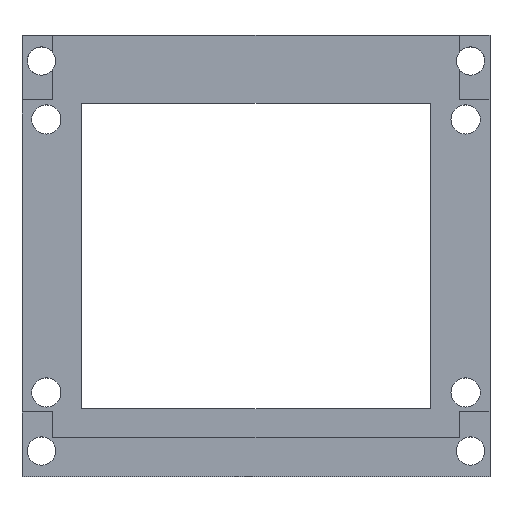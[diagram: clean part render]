
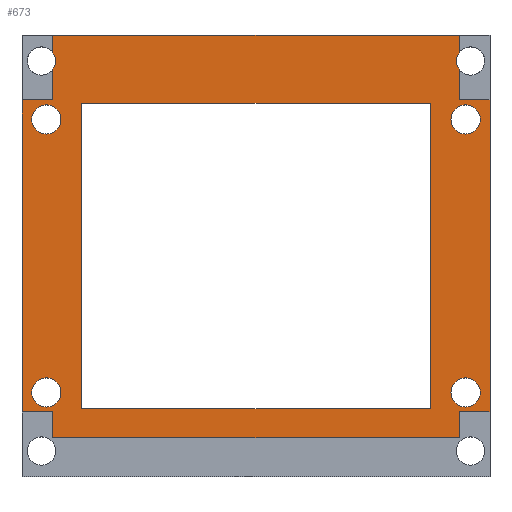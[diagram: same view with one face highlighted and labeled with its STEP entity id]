
A CAD part, top view. The second image highlights one B-rep face of the part: STEP entity #673.
In plain terms, the highlighted planar face has unit normal (0, 0, 1).
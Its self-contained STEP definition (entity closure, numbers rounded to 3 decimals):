
#15=FACE_BOUND('',#94,.T.);
#16=FACE_BOUND('',#95,.T.);
#17=FACE_BOUND('',#96,.T.);
#18=FACE_BOUND('',#97,.T.);
#19=FACE_BOUND('',#98,.T.);
#33=PLANE('',#731);
#61=FACE_OUTER_BOUND('',#93,.T.);
#93=EDGE_LOOP('',(#499,#500,#501,#502,#503,#504,#505,#506,#507,#508,#509,
#510,#511,#512,#513,#514));
#94=EDGE_LOOP('',(#515,#516,#517,#518));
#95=EDGE_LOOP('',(#519));
#96=EDGE_LOOP('',(#520));
#97=EDGE_LOOP('',(#521));
#98=EDGE_LOOP('',(#522));
#145=LINE('',#993,#221);
#146=LINE('',#996,#222);
#149=LINE('',#1002,#225);
#150=LINE('',#1003,#226);
#151=LINE('',#1005,#227);
#152=LINE('',#1007,#228);
#153=LINE('',#1009,#229);
#154=LINE('',#1011,#230);
#155=LINE('',#1013,#231);
#156=LINE('',#1015,#232);
#157=LINE('',#1017,#233);
#158=LINE('',#1019,#234);
#159=LINE('',#1021,#235);
#160=LINE('',#1022,#236);
#161=LINE('',#1025,#237);
#162=LINE('',#1027,#238);
#163=LINE('',#1029,#239);
#164=LINE('',#1030,#240);
#221=VECTOR('',#811,10.);
#222=VECTOR('',#814,10.);
#225=VECTOR('',#819,10.);
#226=VECTOR('',#820,10.);
#227=VECTOR('',#821,10.);
#228=VECTOR('',#822,10.);
#229=VECTOR('',#823,10.);
#230=VECTOR('',#824,10.);
#231=VECTOR('',#825,10.);
#232=VECTOR('',#826,10.);
#233=VECTOR('',#827,10.);
#234=VECTOR('',#828,10.);
#235=VECTOR('',#829,10.);
#236=VECTOR('',#830,10.);
#237=VECTOR('',#831,10.);
#238=VECTOR('',#832,10.);
#239=VECTOR('',#833,10.);
#240=VECTOR('',#834,10.);
#293=CIRCLE('',#722,1.45);
#297=CIRCLE('',#727,1.45);
#299=CIRCLE('',#732,1.5);
#300=CIRCLE('',#733,1.5);
#301=CIRCLE('',#734,1.5);
#302=CIRCLE('',#735,1.5);
#314=VERTEX_POINT('',#967);
#315=VERTEX_POINT('',#969);
#320=VERTEX_POINT('',#981);
#321=VERTEX_POINT('',#983);
#324=VERTEX_POINT('',#991);
#325=VERTEX_POINT('',#995);
#327=VERTEX_POINT('',#1001);
#328=VERTEX_POINT('',#1004);
#329=VERTEX_POINT('',#1006);
#330=VERTEX_POINT('',#1008);
#331=VERTEX_POINT('',#1010);
#332=VERTEX_POINT('',#1012);
#333=VERTEX_POINT('',#1014);
#334=VERTEX_POINT('',#1016);
#335=VERTEX_POINT('',#1018);
#336=VERTEX_POINT('',#1020);
#337=VERTEX_POINT('',#1023);
#338=VERTEX_POINT('',#1024);
#339=VERTEX_POINT('',#1026);
#340=VERTEX_POINT('',#1028);
#341=VERTEX_POINT('',#1031);
#342=VERTEX_POINT('',#1033);
#343=VERTEX_POINT('',#1035);
#344=VERTEX_POINT('',#1037);
#381=EDGE_CURVE('',#315,#314,#293,.T.);
#388=EDGE_CURVE('',#321,#320,#297,.T.);
#393=EDGE_CURVE('',#314,#324,#145,.T.);
#394=EDGE_CURVE('',#325,#315,#146,.T.);
#397=EDGE_CURVE('',#327,#324,#149,.T.);
#398=EDGE_CURVE('',#321,#327,#150,.T.);
#399=EDGE_CURVE('',#328,#320,#151,.T.);
#400=EDGE_CURVE('',#328,#329,#152,.T.);
#401=EDGE_CURVE('',#329,#330,#153,.T.);
#402=EDGE_CURVE('',#330,#331,#154,.T.);
#403=EDGE_CURVE('',#332,#331,#155,.T.);
#404=EDGE_CURVE('',#333,#332,#156,.T.);
#405=EDGE_CURVE('',#334,#333,#157,.T.);
#406=EDGE_CURVE('',#334,#335,#158,.T.);
#407=EDGE_CURVE('',#335,#336,#159,.T.);
#408=EDGE_CURVE('',#336,#325,#160,.T.);
#409=EDGE_CURVE('',#337,#338,#161,.F.);
#410=EDGE_CURVE('',#338,#339,#162,.F.);
#411=EDGE_CURVE('',#339,#340,#163,.F.);
#412=EDGE_CURVE('',#340,#337,#164,.F.);
#413=EDGE_CURVE('',#341,#341,#299,.T.);
#414=EDGE_CURVE('',#342,#342,#300,.T.);
#415=EDGE_CURVE('',#343,#343,#301,.T.);
#416=EDGE_CURVE('',#344,#344,#302,.T.);
#499=ORIENTED_EDGE('',*,*,#381,.T.);
#500=ORIENTED_EDGE('',*,*,#393,.T.);
#501=ORIENTED_EDGE('',*,*,#397,.F.);
#502=ORIENTED_EDGE('',*,*,#398,.F.);
#503=ORIENTED_EDGE('',*,*,#388,.T.);
#504=ORIENTED_EDGE('',*,*,#399,.F.);
#505=ORIENTED_EDGE('',*,*,#400,.T.);
#506=ORIENTED_EDGE('',*,*,#401,.T.);
#507=ORIENTED_EDGE('',*,*,#402,.T.);
#508=ORIENTED_EDGE('',*,*,#403,.F.);
#509=ORIENTED_EDGE('',*,*,#404,.F.);
#510=ORIENTED_EDGE('',*,*,#405,.F.);
#511=ORIENTED_EDGE('',*,*,#406,.T.);
#512=ORIENTED_EDGE('',*,*,#407,.T.);
#513=ORIENTED_EDGE('',*,*,#408,.T.);
#514=ORIENTED_EDGE('',*,*,#394,.T.);
#515=ORIENTED_EDGE('',*,*,#409,.T.);
#516=ORIENTED_EDGE('',*,*,#410,.T.);
#517=ORIENTED_EDGE('',*,*,#411,.T.);
#518=ORIENTED_EDGE('',*,*,#412,.T.);
#519=ORIENTED_EDGE('',*,*,#413,.T.);
#520=ORIENTED_EDGE('',*,*,#414,.T.);
#521=ORIENTED_EDGE('',*,*,#415,.T.);
#522=ORIENTED_EDGE('',*,*,#416,.T.);
#673=ADVANCED_FACE('',(#61,#15,#16,#17,#18,#19),#33,.T.);
#722=AXIS2_PLACEMENT_3D('',#970,#789,#790);
#727=AXIS2_PLACEMENT_3D('',#984,#802,#803);
#731=AXIS2_PLACEMENT_3D('',#1000,#817,#818);
#732=AXIS2_PLACEMENT_3D('',#1032,#835,#836);
#733=AXIS2_PLACEMENT_3D('',#1034,#837,#838);
#734=AXIS2_PLACEMENT_3D('',#1036,#839,#840);
#735=AXIS2_PLACEMENT_3D('',#1038,#841,#842);
#789=DIRECTION('center_axis',(0.,0.,-1.));
#790=DIRECTION('ref_axis',(0.,1.,0.));
#802=DIRECTION('center_axis',(0.,0.,-1.));
#803=DIRECTION('ref_axis',(0.,1.,0.));
#811=DIRECTION('',(0.,1.,0.));
#814=DIRECTION('',(0.,1.,0.));
#817=DIRECTION('center_axis',(0.,0.,1.));
#818=DIRECTION('ref_axis',(1.,0.,0.));
#819=DIRECTION('',(1.,0.,0.));
#820=DIRECTION('',(0.,1.,0.));
#821=DIRECTION('',(0.,1.,0.));
#822=DIRECTION('',(-1.,0.,0.));
#823=DIRECTION('',(0.,-1.,0.));
#824=DIRECTION('',(1.,0.,0.));
#825=DIRECTION('',(0.,1.,0.));
#826=DIRECTION('',(-1.,0.,0.));
#827=DIRECTION('',(0.,-1.,0.));
#828=DIRECTION('',(1.,0.,0.));
#829=DIRECTION('',(0.,1.,0.));
#830=DIRECTION('',(-1.,0.,0.));
#831=DIRECTION('',(-1.,0.,0.));
#832=DIRECTION('',(0.,1.,0.));
#833=DIRECTION('',(1.,0.,0.));
#834=DIRECTION('',(0.,-1.,0.));
#835=DIRECTION('center_axis',(0.,0.,-1.));
#836=DIRECTION('ref_axis',(-1.,0.,0.));
#837=DIRECTION('center_axis',(0.,0.,-1.));
#838=DIRECTION('ref_axis',(-1.,0.,0.));
#839=DIRECTION('center_axis',(0.,0.,-1.));
#840=DIRECTION('ref_axis',(-1.,0.,0.));
#841=DIRECTION('center_axis',(0.,0.,-1.));
#842=DIRECTION('ref_axis',(-1.,0.,0.));
#967=CARTESIAN_POINT('',(20.85,20.883,0.));
#969=CARTESIAN_POINT('',(20.85,19.117,0.));
#970=CARTESIAN_POINT('Origin',(22.,20.,0.));
#981=CARTESIAN_POINT('',(-20.85,19.117,0.));
#983=CARTESIAN_POINT('',(-20.85,20.883,0.));
#984=CARTESIAN_POINT('Origin',(-22.,20.,0.));
#991=CARTESIAN_POINT('',(20.85,22.65,0.));
#993=CARTESIAN_POINT('',(20.85,18.65,0.));
#995=CARTESIAN_POINT('',(20.85,16.,0.));
#996=CARTESIAN_POINT('',(20.85,18.65,0.));
#1000=CARTESIAN_POINT('Origin',(0.,0.,0.));
#1001=CARTESIAN_POINT('',(-20.85,22.65,0.));
#1002=CARTESIAN_POINT('',(-20.85,22.65,0.));
#1003=CARTESIAN_POINT('',(-20.85,-18.65,0.));
#1004=CARTESIAN_POINT('',(-20.85,16.,0.));
#1005=CARTESIAN_POINT('',(-20.85,-18.65,0.));
#1006=CARTESIAN_POINT('',(-24.,16.,0.));
#1007=CARTESIAN_POINT('',(24.,16.,0.));
#1008=CARTESIAN_POINT('',(-24.,-16.,0.));
#1009=CARTESIAN_POINT('',(-24.,16.,0.));
#1010=CARTESIAN_POINT('',(-20.85,-16.,0.));
#1011=CARTESIAN_POINT('',(-24.,-16.,0.));
#1012=CARTESIAN_POINT('',(-20.85,-18.65,0.));
#1013=CARTESIAN_POINT('',(-20.85,-18.65,0.));
#1014=CARTESIAN_POINT('',(20.85,-18.65,0.));
#1015=CARTESIAN_POINT('',(20.85,-18.65,0.));
#1016=CARTESIAN_POINT('',(20.85,-16.,0.));
#1017=CARTESIAN_POINT('',(20.85,18.65,0.));
#1018=CARTESIAN_POINT('',(24.,-16.,0.));
#1019=CARTESIAN_POINT('',(-24.,-16.,0.));
#1020=CARTESIAN_POINT('',(24.,16.,0.));
#1021=CARTESIAN_POINT('',(24.,-16.,0.));
#1022=CARTESIAN_POINT('',(24.,16.,0.));
#1023=CARTESIAN_POINT('',(-17.85,15.65,0.));
#1024=CARTESIAN_POINT('',(17.85,15.65,0.));
#1025=CARTESIAN_POINT('',(9.425,15.65,0.));
#1026=CARTESIAN_POINT('',(17.85,-15.65,0.));
#1027=CARTESIAN_POINT('',(17.85,-8.325,0.));
#1028=CARTESIAN_POINT('',(-17.85,-15.65,0.));
#1029=CARTESIAN_POINT('',(-9.425,-15.65,0.));
#1030=CARTESIAN_POINT('',(-17.85,8.325,0.));
#1031=CARTESIAN_POINT('',(-20.,-14.,0.));
#1032=CARTESIAN_POINT('Origin',(-21.5,-14.,0.));
#1033=CARTESIAN_POINT('',(23.,-14.,0.));
#1034=CARTESIAN_POINT('Origin',(21.5,-14.,0.));
#1035=CARTESIAN_POINT('',(-20.,14.,0.));
#1036=CARTESIAN_POINT('Origin',(-21.5,14.,0.));
#1037=CARTESIAN_POINT('',(23.,14.,0.));
#1038=CARTESIAN_POINT('Origin',(21.5,14.,0.));
